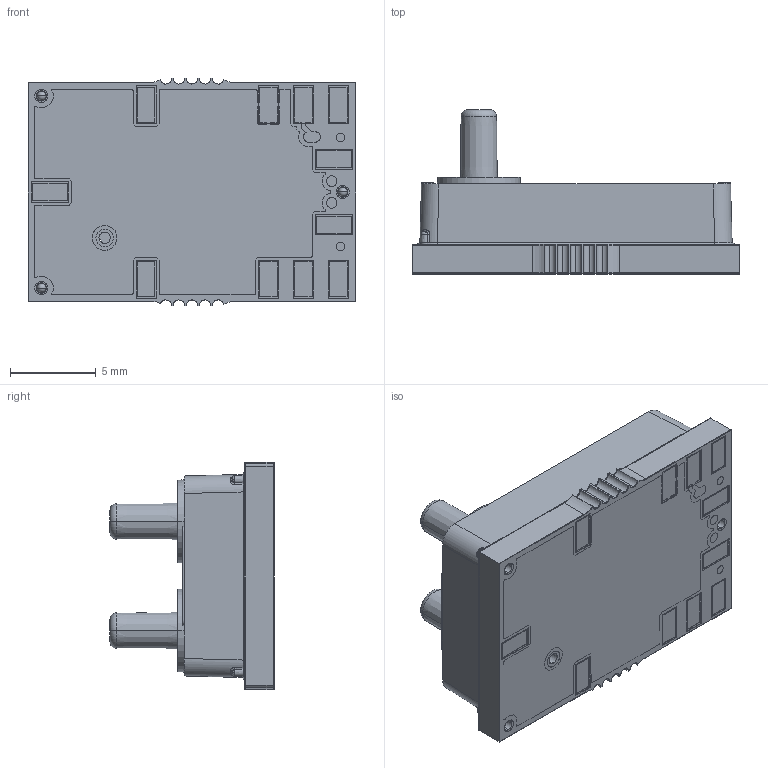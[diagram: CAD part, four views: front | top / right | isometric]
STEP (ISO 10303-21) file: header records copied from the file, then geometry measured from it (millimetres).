
FILE_DESCRIPTION (( 'STEP AP214' ), '1' );
FILE_NAME ('SM04.STEP', '2021-09-22T15:36:45', ( '' ), ( '' ), 'SwSTEP 2.0', 'SolidWorks 2016', '' );
FILE_SCHEMA (( 'AUTOMOTIVE_DESIGN' ));
Length unit declared in the file: inch
Products named in the file (5): SM0xPCB; SM04; PRT-0015B1_Logo Only; SM0xPCB_NoCastGage; PRT-0015B1
Assembly tree (2 placements, depth 2):
  SM0xPCB
  SM04
    SM0xPCB_NoCastGage
    PRT-0015B1_Logo Only
  PRT-0015B1
Bounding box: 19.05 x 9.55 x 13.21 mm (x, y, z)
Volume: 787.2 mm3; surface area: 2532.4 mm2
Topology: 5 solids, 5 shells, 2934 faces, 8419 edges, 5595 vertices
Faces by surface type: plane 1840, cylinder 944, bspline 82, torus 44, cone 18, sphere 6
Entity records: 133447 total; most frequent: CARTESIAN_POINT 18798, ORIENTED_EDGE 16814, DIRECTION 15905, EDGE_CURVE 8407, LINE 6217, VECTOR 6217, VERTEX_POINT 5589, AXIS2_PLACEMENT_3D 4844
